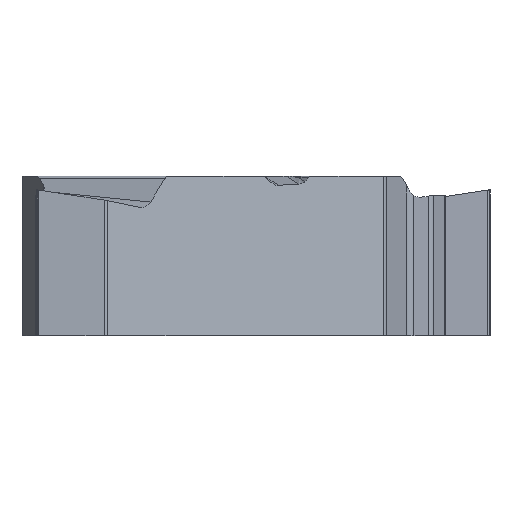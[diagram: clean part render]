
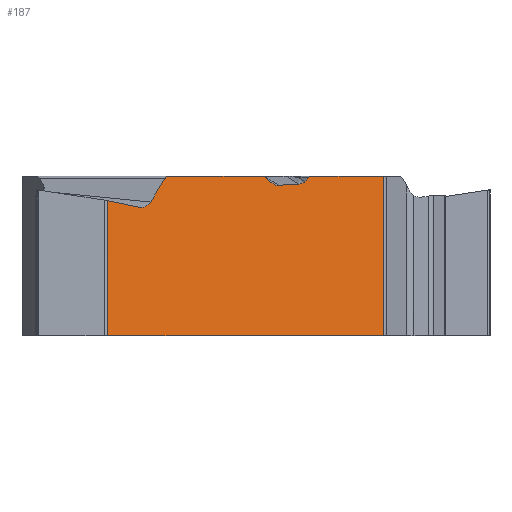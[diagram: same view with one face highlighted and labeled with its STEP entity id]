
A CAD part, front view. The second image highlights one B-rep face of the part: STEP entity #187.
In plain terms, the highlighted planar face has unit normal (0.5, -0.866, 0).
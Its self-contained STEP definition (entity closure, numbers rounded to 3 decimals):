
#187=ADVANCED_FACE('',(#338),#285,.F.);
#285=PLANE('',#2133);
#338=FACE_OUTER_BOUND('',#442,.T.);
#442=EDGE_LOOP('',(#998,#999,#1000,#1001,#1002,#1003,#1004,#1005,#1006,
#1007,#1008,#1009,#1010,#1011,#1012,#1013));
#588=LINE('',#3543,#762);
#589=LINE('',#3545,#763);
#590=LINE('',#3547,#764);
#591=LINE('',#3549,#765);
#592=LINE('',#3551,#766);
#593=LINE('',#3555,#767);
#594=LINE('',#3571,#768);
#595=LINE('',#3587,#769);
#596=LINE('',#3591,#770);
#597=LINE('',#3595,#771);
#762=VECTOR('',#2428,1.);
#763=VECTOR('',#2429,1.);
#764=VECTOR('',#2430,1.);
#765=VECTOR('',#2431,1.);
#766=VECTOR('',#2432,1.);
#767=VECTOR('',#2435,1.);
#768=VECTOR('',#2436,1.);
#769=VECTOR('',#2437,1.);
#770=VECTOR('',#2440,1.);
#771=VECTOR('',#2443,1.);
#998=ORIENTED_EDGE('',*,*,#1766,.T.);
#999=ORIENTED_EDGE('',*,*,#1767,.F.);
#1000=ORIENTED_EDGE('',*,*,#1768,.T.);
#1001=ORIENTED_EDGE('',*,*,#1769,.F.);
#1002=ORIENTED_EDGE('',*,*,#1770,.T.);
#1003=ORIENTED_EDGE('',*,*,#1771,.F.);
#1004=ORIENTED_EDGE('',*,*,#1772,.F.);
#1005=ORIENTED_EDGE('',*,*,#1773,.F.);
#1006=ORIENTED_EDGE('',*,*,#1774,.F.);
#1007=ORIENTED_EDGE('',*,*,#1775,.F.);
#1008=ORIENTED_EDGE('',*,*,#1776,.F.);
#1009=ORIENTED_EDGE('',*,*,#1777,.F.);
#1010=ORIENTED_EDGE('',*,*,#1778,.F.);
#1011=ORIENTED_EDGE('',*,*,#1779,.F.);
#1012=ORIENTED_EDGE('',*,*,#1780,.F.);
#1013=ORIENTED_EDGE('',*,*,#1781,.F.);
#1554=VERTEX_POINT('',#3541);
#1555=VERTEX_POINT('',#3542);
#1556=VERTEX_POINT('',#3544);
#1557=VERTEX_POINT('',#3546);
#1558=VERTEX_POINT('',#3548);
#1559=VERTEX_POINT('',#3550);
#1560=VERTEX_POINT('',#3552);
#1561=VERTEX_POINT('',#3554);
#1562=VERTEX_POINT('',#3556);
#1563=VERTEX_POINT('',#3570);
#1564=VERTEX_POINT('',#3572);
#1565=VERTEX_POINT('',#3586);
#1566=VERTEX_POINT('',#3588);
#1567=VERTEX_POINT('',#3590);
#1568=VERTEX_POINT('',#3592);
#1569=VERTEX_POINT('',#3594);
#1766=EDGE_CURVE('',#1554,#1555,#1992,.T.);
#1767=EDGE_CURVE('',#1556,#1555,#588,.T.);
#1768=EDGE_CURVE('',#1556,#1557,#589,.T.);
#1769=EDGE_CURVE('',#1558,#1557,#590,.T.);
#1770=EDGE_CURVE('',#1558,#1559,#591,.T.);
#1771=EDGE_CURVE('',#1560,#1559,#592,.T.);
#1772=EDGE_CURVE('',#1561,#1560,#1993,.T.);
#1773=EDGE_CURVE('',#1562,#1561,#593,.T.);
#1774=EDGE_CURVE('',#1563,#1562,#2029,.T.);
#1775=EDGE_CURVE('',#1564,#1563,#594,.T.);
#1776=EDGE_CURVE('',#1565,#1564,#2030,.T.);
#1777=EDGE_CURVE('',#1566,#1565,#595,.T.);
#1778=EDGE_CURVE('',#1567,#1566,#1994,.T.);
#1779=EDGE_CURVE('',#1568,#1567,#596,.T.);
#1780=EDGE_CURVE('',#1569,#1568,#1995,.T.);
#1781=EDGE_CURVE('',#1554,#1569,#597,.T.);
#1992=ELLIPSE('',#2129,0.368,0.32);
#1993=ELLIPSE('',#2130,0.15,0.15);
#1994=ELLIPSE('',#2131,0.167,0.15);
#1995=ELLIPSE('',#2132,0.177,0.15);
#2029=B_SPLINE_CURVE_WITH_KNOTS('',3,(#3557,#3558,#3559,#3560,#3561,#3562,
#3563,#3564,#3565,#3566,#3567,#3568,#3569),.UNSPECIFIED.,.F.,.F.,(4,3,3,
3,4),(0.,0.249,0.498,0.746,1.),
 .UNSPECIFIED.);
#2030=B_SPLINE_CURVE_WITH_KNOTS('',3,(#3573,#3574,#3575,#3576,#3577,#3578,
#3579,#3580,#3581,#3582,#3583,#3584,#3585),.UNSPECIFIED.,.F.,.F.,(4,3,3,
3,4),(0.,0.234,0.468,0.701,1.),
 .UNSPECIFIED.);
#2129=AXIS2_PLACEMENT_3D('',#3540,#2426,#2427);
#2130=AXIS2_PLACEMENT_3D('',#3553,#2433,#2434);
#2131=AXIS2_PLACEMENT_3D('',#3589,#2438,#2439);
#2132=AXIS2_PLACEMENT_3D('',#3593,#2441,#2442);
#2133=AXIS2_PLACEMENT_3D('',#3596,#2444,#2445);
#2426=DIRECTION('',(-0.5,0.866,0.));
#2427=DIRECTION('',(-0.853,-0.492,0.174));
#2428=DIRECTION('',(0.853,0.492,-0.174));
#2429=DIRECTION('',(0.,0.,-1.));
#2430=DIRECTION('',(-0.866,-0.5,0.));
#2431=DIRECTION('',(0.,0.,1.));
#2432=DIRECTION('',(0.866,0.5,0.));
#2433=DIRECTION('',(-0.5,0.866,0.));
#2434=DIRECTION('',(0.866,0.5,0.));
#2435=DIRECTION('',(0.658,0.38,0.651));
#2436=DIRECTION('',(0.865,0.5,0.043));
#2437=DIRECTION('',(0.686,0.396,-0.611));
#2438=DIRECTION('',(-0.5,0.866,0.));
#2439=DIRECTION('',(-0.866,-0.5,0.));
#2440=DIRECTION('',(0.866,0.5,0.));
#2441=DIRECTION('',(-0.5,0.866,0.));
#2442=DIRECTION('',(-0.866,-0.5,0.));
#2443=DIRECTION('',(0.497,0.287,0.819));
#2444=DIRECTION('',(-0.5,0.866,0.));
#2445=DIRECTION('',(0.,0.,-1.));
#3540=CARTESIAN_POINT('',(-1.491,-6.36,-0.106));
#3541=CARTESIAN_POINT('',(-1.219,-6.203,-0.284));
#3542=CARTESIAN_POINT('',(-1.539,-6.388,-0.421));
#3543=CARTESIAN_POINT('',(4.858,-2.694,-1.724));
#3544=CARTESIAN_POINT('',(-2.396,-6.882,-0.247));
#3545=CARTESIAN_POINT('',(-2.396,-6.882,-5.47));
#3546=CARTESIAN_POINT('',(-2.396,-6.882,-3.97));
#3547=CARTESIAN_POINT('',(-0.367,-5.711,-3.97));
#3548=CARTESIAN_POINT('',(5.195,-2.5,-3.97));
#3549=CARTESIAN_POINT('',(5.195,-2.5,3.43));
#3550=CARTESIAN_POINT('',(5.195,-2.5,0.43));
#3551=CARTESIAN_POINT('',(-0.367,-5.711,0.43));
#3552=CARTESIAN_POINT('',(3.222,-3.639,0.43));
#3553=CARTESIAN_POINT('',(3.222,-3.639,0.28));
#3554=CARTESIAN_POINT('',(3.137,-3.688,0.394));
#3555=CARTESIAN_POINT('',(0.97,-4.939,-1.751));
#3556=CARTESIAN_POINT('',(3.029,-3.75,0.287));
#3557=CARTESIAN_POINT('',(2.857,-3.85,0.208));
#3558=CARTESIAN_POINT('',(2.873,-3.841,0.209));
#3559=CARTESIAN_POINT('',(2.888,-3.832,0.212));
#3560=CARTESIAN_POINT('',(2.904,-3.823,0.215));
#3561=CARTESIAN_POINT('',(2.919,-3.814,0.219));
#3562=CARTESIAN_POINT('',(2.934,-3.805,0.224));
#3563=CARTESIAN_POINT('',(2.949,-3.797,0.231));
#3564=CARTESIAN_POINT('',(2.963,-3.789,0.238));
#3565=CARTESIAN_POINT('',(2.977,-3.78,0.246));
#3566=CARTESIAN_POINT('',(2.99,-3.773,0.255));
#3567=CARTESIAN_POINT('',(3.004,-3.765,0.264));
#3568=CARTESIAN_POINT('',(3.017,-3.757,0.275));
#3569=CARTESIAN_POINT('',(3.029,-3.75,0.287));
#3570=CARTESIAN_POINT('',(2.857,-3.85,0.208));
#3571=CARTESIAN_POINT('',(-0.367,-5.711,0.05));
#3572=CARTESIAN_POINT('',(2.296,-4.173,0.181));
#3573=CARTESIAN_POINT('',(2.124,-4.273,0.243));
#3574=CARTESIAN_POINT('',(2.136,-4.266,0.232));
#3575=CARTESIAN_POINT('',(2.148,-4.259,0.223));
#3576=CARTESIAN_POINT('',(2.161,-4.252,0.216));
#3577=CARTESIAN_POINT('',(2.173,-4.245,0.208));
#3578=CARTESIAN_POINT('',(2.186,-4.237,0.201));
#3579=CARTESIAN_POINT('',(2.2,-4.229,0.196));
#3580=CARTESIAN_POINT('',(2.214,-4.221,0.191));
#3581=CARTESIAN_POINT('',(2.228,-4.213,0.187));
#3582=CARTESIAN_POINT('',(2.242,-4.205,0.184));
#3583=CARTESIAN_POINT('',(2.26,-4.195,0.181));
#3584=CARTESIAN_POINT('',(2.278,-4.184,0.18));
#3585=CARTESIAN_POINT('',(2.296,-4.173,0.181));
#3586=CARTESIAN_POINT('',(2.124,-4.273,0.243));
#3587=CARTESIAN_POINT('',(4.089,-3.139,-1.507));
#3588=CARTESIAN_POINT('',(1.954,-4.371,0.394));
#3589=CARTESIAN_POINT('',(1.861,-4.425,0.28));
#3590=CARTESIAN_POINT('',(1.861,-4.425,0.43));
#3591=CARTESIAN_POINT('',(5.129,-2.538,0.43));
#3592=CARTESIAN_POINT('',(-0.699,-5.903,0.43));
#3593=CARTESIAN_POINT('',(-0.699,-5.903,0.28));
#3594=CARTESIAN_POINT('',(-0.83,-5.979,0.357));
#3595=CARTESIAN_POINT('',(1.005,-4.919,3.384));
#3596=CARTESIAN_POINT('',(-0.367,-5.711,0.05));
